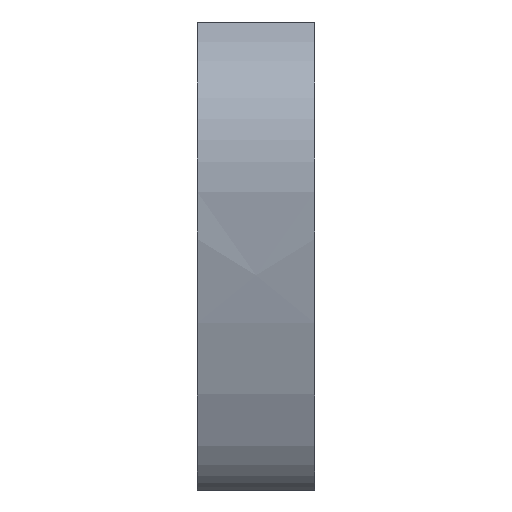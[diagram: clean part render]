
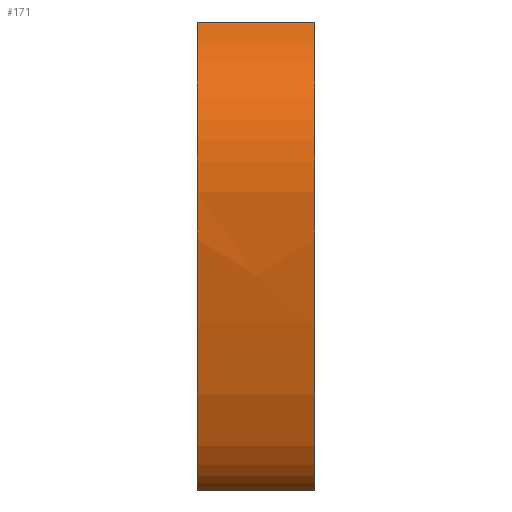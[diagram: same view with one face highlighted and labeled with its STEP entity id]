
A CAD part, top view. The second image highlights one B-rep face of the part: STEP entity #171.
In plain terms, the highlighted face is a extrusion surface.
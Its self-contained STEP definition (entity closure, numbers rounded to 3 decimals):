
#21 = EDGE_CURVE('',#22,#24,#26,.T.);
#22 = VERTEX_POINT('',#23);
#23 = CARTESIAN_POINT('',(-3.,3.,0.));
#24 = VERTEX_POINT('',#25);
#25 = CARTESIAN_POINT('',(3.,3.,0.));
#26 = SURFACE_CURVE('',#27,(#31,#43),.PCURVE_S1.);
#27 = LINE('',#28,#29);
#28 = CARTESIAN_POINT('',(-3.,3.,0.));
#29 = VECTOR('',#30,1.);
#30 = DIRECTION('',(1.,0.,0.));
#31 = PCURVE('',#32,#37);
#32 = PLANE('',#33);
#33 = AXIS2_PLACEMENT_3D('',#34,#35,#36);
#34 = CARTESIAN_POINT('',(-3.,3.,0.));
#35 = DIRECTION('',(0.,0.,1.));
#36 = DIRECTION('',(0.,1.,0.));
#37 = DEFINITIONAL_REPRESENTATION('',(#38),#42);
#38 = LINE('',#39,#40);
#39 = CARTESIAN_POINT('',(0.,-0.));
#40 = VECTOR('',#41,1.);
#41 = DIRECTION('',(0.,-1.));
#42 = ( GEOMETRIC_REPRESENTATION_CONTEXT(2) 
PARAMETRIC_REPRESENTATION_CONTEXT() REPRESENTATION_CONTEXT('2D SPACE',''
  ) );
#43 = PCURVE('',#44,#53);
#44 = SURFACE_OF_LINEAR_EXTRUSION('',#45,#51);
#45 = B_SPLINE_CURVE_WITH_KNOTS('',3,(#46,#47,#48,#49,#50),
  .UNSPECIFIED.,.F.,.F.,(4,1,4),(0.,0.5,1.),.QUASI_UNIFORM_KNOTS.);
#46 = CARTESIAN_POINT('',(-3.,3.,0.));
#47 = CARTESIAN_POINT('',(-3.,0.,6.));
#48 = CARTESIAN_POINT('',(-3.,-10.,5.));
#49 = CARTESIAN_POINT('',(-3.,-20.,2.));
#50 = CARTESIAN_POINT('',(-3.,-21.,0.));
#51 = VECTOR('',#52,1.);
#52 = DIRECTION('',(-1.,0.,0.));
#53 = DEFINITIONAL_REPRESENTATION('',(#54),#58);
#54 = LINE('',#55,#56);
#55 = CARTESIAN_POINT('',(0.,0.));
#56 = VECTOR('',#57,1.);
#57 = DIRECTION('',(0.,-1.));
#58 = ( GEOMETRIC_REPRESENTATION_CONTEXT(2) 
PARAMETRIC_REPRESENTATION_CONTEXT() REPRESENTATION_CONTEXT('2D SPACE',''
  ) );
#61 = VERTEX_POINT('',#62);
#62 = CARTESIAN_POINT('',(3.,-21.,0.));
#76 = PLANE('',#77);
#77 = AXIS2_PLACEMENT_3D('',#78,#79,#80);
#78 = CARTESIAN_POINT('',(3.,-8.813,1.744));
#79 = DIRECTION('',(-1.,0.,0.));
#80 = DIRECTION('',(0.,0.,-1.));
#88 = EDGE_CURVE('',#89,#61,#91,.T.);
#89 = VERTEX_POINT('',#90);
#90 = CARTESIAN_POINT('',(-3.,-21.,0.));
#91 = SURFACE_CURVE('',#92,(#96,#103),.PCURVE_S1.);
#92 = LINE('',#93,#94);
#93 = CARTESIAN_POINT('',(-3.,-21.,0.));
#94 = VECTOR('',#95,1.);
#95 = DIRECTION('',(1.,0.,0.));
#96 = PCURVE('',#32,#97);
#97 = DEFINITIONAL_REPRESENTATION('',(#98),#102);
#98 = LINE('',#99,#100);
#99 = CARTESIAN_POINT('',(-24.,0.));
#100 = VECTOR('',#101,1.);
#101 = DIRECTION('',(0.,-1.));
#102 = ( GEOMETRIC_REPRESENTATION_CONTEXT(2) 
PARAMETRIC_REPRESENTATION_CONTEXT() REPRESENTATION_CONTEXT('2D SPACE',''
  ) );
#103 = PCURVE('',#44,#104);
#104 = DEFINITIONAL_REPRESENTATION('',(#105),#109);
#105 = LINE('',#106,#107);
#106 = CARTESIAN_POINT('',(1.,0.));
#107 = VECTOR('',#108,1.);
#108 = DIRECTION('',(0.,-1.));
#109 = ( GEOMETRIC_REPRESENTATION_CONTEXT(2) 
PARAMETRIC_REPRESENTATION_CONTEXT() REPRESENTATION_CONTEXT('2D SPACE',''
  ) );
#125 = PLANE('',#126);
#126 = AXIS2_PLACEMENT_3D('',#127,#128,#129);
#127 = CARTESIAN_POINT('',(-3.,-8.813,1.744));
#128 = DIRECTION('',(-1.,0.,0.));
#129 = DIRECTION('',(0.,0.,-1.));
#171 = ADVANCED_FACE('',(#172),#44,.F.);
#172 = FACE_BOUND('',#173,.F.);
#173 = EDGE_LOOP('',(#174,#175,#200,#201));
#174 = ORIENTED_EDGE('',*,*,#21,.T.);
#175 = ORIENTED_EDGE('',*,*,#176,.T.);
#176 = EDGE_CURVE('',#24,#61,#177,.T.);
#177 = SURFACE_CURVE('',#178,(#184,#191),.PCURVE_S1.);
#178 = B_SPLINE_CURVE_WITH_KNOTS('',3,(#179,#180,#181,#182,#183),
  .UNSPECIFIED.,.F.,.F.,(4,1,4),(0.,0.5,1.),.QUASI_UNIFORM_KNOTS.);
#179 = CARTESIAN_POINT('',(3.,3.,0.));
#180 = CARTESIAN_POINT('',(3.,0.,6.));
#181 = CARTESIAN_POINT('',(3.,-10.,5.));
#182 = CARTESIAN_POINT('',(3.,-20.,2.));
#183 = CARTESIAN_POINT('',(3.,-21.,0.));
#184 = PCURVE('',#44,#185);
#185 = DEFINITIONAL_REPRESENTATION('',(#186),#190);
#186 = LINE('',#187,#188);
#187 = CARTESIAN_POINT('',(0.,-6.));
#188 = VECTOR('',#189,1.);
#189 = DIRECTION('',(1.,0.));
#190 = ( GEOMETRIC_REPRESENTATION_CONTEXT(2) 
PARAMETRIC_REPRESENTATION_CONTEXT() REPRESENTATION_CONTEXT('2D SPACE',''
  ) );
#191 = PCURVE('',#76,#192);
#192 = DEFINITIONAL_REPRESENTATION('',(#193),#199);
#193 = B_SPLINE_CURVE_WITH_KNOTS('',3,(#194,#195,#196,#197,#198),
  .UNSPECIFIED.,.F.,.F.,(4,1,4),(0.,0.5,1.),.QUASI_UNIFORM_KNOTS.);
#194 = CARTESIAN_POINT('',(1.744,-11.813));
#195 = CARTESIAN_POINT('',(-4.256,-8.813));
#196 = CARTESIAN_POINT('',(-3.256,1.187));
#197 = CARTESIAN_POINT('',(-0.256,11.187));
#198 = CARTESIAN_POINT('',(1.744,12.187));
#199 = ( GEOMETRIC_REPRESENTATION_CONTEXT(2) 
PARAMETRIC_REPRESENTATION_CONTEXT() REPRESENTATION_CONTEXT('2D SPACE',''
  ) );
#200 = ORIENTED_EDGE('',*,*,#88,.F.);
#201 = ORIENTED_EDGE('',*,*,#202,.F.);
#202 = EDGE_CURVE('',#22,#89,#203,.T.);
#203 = SURFACE_CURVE('',#204,(#210,#217),.PCURVE_S1.);
#204 = B_SPLINE_CURVE_WITH_KNOTS('',3,(#205,#206,#207,#208,#209),
  .UNSPECIFIED.,.F.,.F.,(4,1,4),(0.,0.5,1.),.QUASI_UNIFORM_KNOTS.);
#205 = CARTESIAN_POINT('',(-3.,3.,0.));
#206 = CARTESIAN_POINT('',(-3.,0.,6.));
#207 = CARTESIAN_POINT('',(-3.,-10.,5.));
#208 = CARTESIAN_POINT('',(-3.,-20.,2.));
#209 = CARTESIAN_POINT('',(-3.,-21.,0.));
#210 = PCURVE('',#44,#211);
#211 = DEFINITIONAL_REPRESENTATION('',(#212),#216);
#212 = LINE('',#213,#214);
#213 = CARTESIAN_POINT('',(0.,0.));
#214 = VECTOR('',#215,1.);
#215 = DIRECTION('',(1.,0.));
#216 = ( GEOMETRIC_REPRESENTATION_CONTEXT(2) 
PARAMETRIC_REPRESENTATION_CONTEXT() REPRESENTATION_CONTEXT('2D SPACE',''
  ) );
#217 = PCURVE('',#125,#218);
#218 = DEFINITIONAL_REPRESENTATION('',(#219),#225);
#219 = B_SPLINE_CURVE_WITH_KNOTS('',3,(#220,#221,#222,#223,#224),
  .UNSPECIFIED.,.F.,.F.,(4,1,4),(0.,0.5,1.),.QUASI_UNIFORM_KNOTS.);
#220 = CARTESIAN_POINT('',(1.744,-11.813));
#221 = CARTESIAN_POINT('',(-4.256,-8.813));
#222 = CARTESIAN_POINT('',(-3.256,1.187));
#223 = CARTESIAN_POINT('',(-0.256,11.187));
#224 = CARTESIAN_POINT('',(1.744,12.187));
#225 = ( GEOMETRIC_REPRESENTATION_CONTEXT(2) 
PARAMETRIC_REPRESENTATION_CONTEXT() REPRESENTATION_CONTEXT('2D SPACE',''
  ) );
